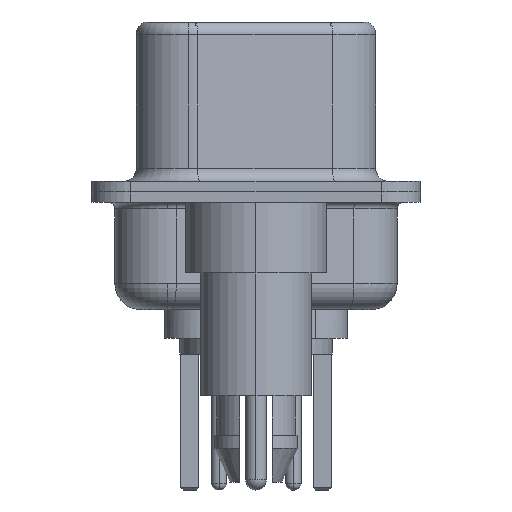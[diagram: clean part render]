
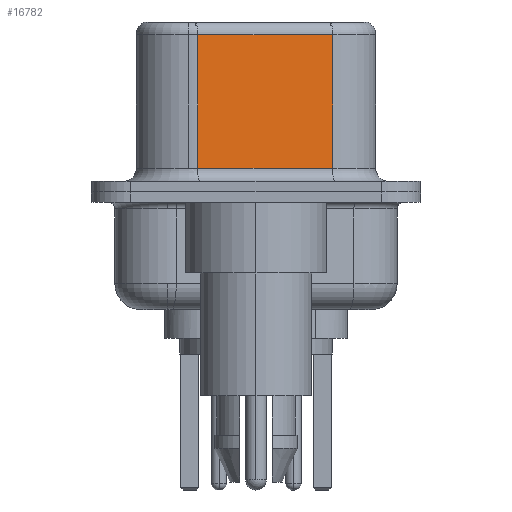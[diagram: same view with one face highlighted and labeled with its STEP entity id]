
A CAD part, left-side view. The second image highlights one B-rep face of the part: STEP entity #16782.
In plain terms, the highlighted planar face has unit normal (-0.985, -0.174, 0).
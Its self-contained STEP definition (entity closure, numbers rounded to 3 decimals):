
#542 = DIRECTION ( 'NONE',  ( 0., 0., -1. ) ) ;
#1486 = EDGE_CURVE ( 'NONE', #14216, #22619, #21620, .T. ) ;
#2607 = CARTESIAN_POINT ( 'NONE',  ( 4.58, -2.927, 0.9 ) ) ;
#4182 = ORIENTED_EDGE ( 'NONE', *, *, #15436, .T. ) ;
#4483 = LINE ( 'NONE', #2607, #14149 ) ;
#4624 = DIRECTION ( 'NONE',  ( 0., 0., -1. ) ) ;
#4961 = LINE ( 'NONE', #10939, #13033 ) ;
#5177 = ORIENTED_EDGE ( 'NONE', *, *, #1486, .F. ) ;
#6057 = CARTESIAN_POINT ( 'NONE',  ( 3.67, 2.233, 6.02 ) ) ;
#6452 = ORIENTED_EDGE ( 'NONE', *, *, #7042, .T. ) ;
#6491 = CARTESIAN_POINT ( 'NONE',  ( 3.67, 2.233, 0.9 ) ) ;
#6772 = EDGE_CURVE ( 'NONE', #14216, #15452, #17979, .T. ) ;
#6872 = AXIS2_PLACEMENT_3D ( 'NONE', #20477, #9923, #22299 ) ;
#7042 = EDGE_CURVE ( 'NONE', #15452, #18303, #4961, .T. ) ;
#7602 = VECTOR ( 'NONE', #4624, 1000. ) ;
#8076 = FACE_OUTER_BOUND ( 'NONE', #10654, .T. ) ;
#9923 = DIRECTION ( 'NONE',  ( 0.985, 0.174, 0. ) ) ;
#10654 = EDGE_LOOP ( 'NONE', ( #5177, #21201, #6452, #4182 ) ) ;
#10939 = CARTESIAN_POINT ( 'NONE',  ( 3.67, 2.233, 6.52 ) ) ;
#11975 = CARTESIAN_POINT ( 'NONE',  ( 4.58, -2.927, 6.02 ) ) ;
#12958 = DIRECTION ( 'NONE',  ( 0.174, -0.985, 0. ) ) ;
#13033 = VECTOR ( 'NONE', #542, 1000. ) ;
#13303 = VECTOR ( 'NONE', #22525, 1000. ) ;
#14149 = VECTOR ( 'NONE', #12958, 1000. ) ;
#14216 = VERTEX_POINT ( 'NONE', #18856 ) ;
#15181 = PLANE ( 'NONE',  #6872 ) ;
#15436 = EDGE_CURVE ( 'NONE', #18303, #22619, #4483, .T. ) ;
#15452 = VERTEX_POINT ( 'NONE', #6057 ) ;
#16782 = ADVANCED_FACE ( 'NONE', ( #8076 ), #15181, .F. ) ;
#17224 = CARTESIAN_POINT ( 'NONE',  ( 4.58, -2.927, 6.52 ) ) ;
#17979 = LINE ( 'NONE', #11975, #13303 ) ;
#18303 = VERTEX_POINT ( 'NONE', #6491 ) ;
#18856 = CARTESIAN_POINT ( 'NONE',  ( 4.58, -2.927, 6.02 ) ) ;
#20477 = CARTESIAN_POINT ( 'NONE',  ( 4.58, -2.927, 6.52 ) ) ;
#21201 = ORIENTED_EDGE ( 'NONE', *, *, #6772, .T. ) ;
#21620 = LINE ( 'NONE', #17224, #7602 ) ;
#22299 = DIRECTION ( 'NONE',  ( -0.174, 0.985, 0. ) ) ;
#22402 = CARTESIAN_POINT ( 'NONE',  ( 4.58, -2.927, 0.9 ) ) ;
#22525 = DIRECTION ( 'NONE',  ( -0.174, 0.985, 0. ) ) ;
#22619 = VERTEX_POINT ( 'NONE', #22402 ) ;
